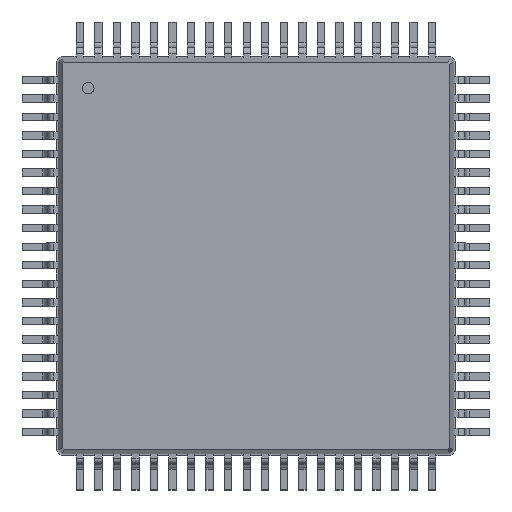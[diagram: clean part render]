
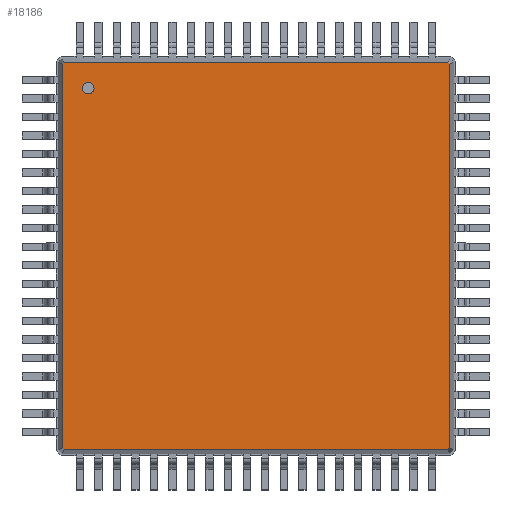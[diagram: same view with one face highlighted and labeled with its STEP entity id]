
A CAD part, top view. The second image highlights one B-rep face of the part: STEP entity #18186.
In plain terms, the highlighted planar face has unit normal (0, 0, 1).
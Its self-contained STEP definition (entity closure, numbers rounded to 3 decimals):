
#13=DIRECTION('',(0.,0.,1.));
#27=VECTOR('',#28,1.);
#28=DIRECTION('',(1.,0.,0.));
#212=VECTOR('',#213,1.);
#213=DIRECTION('',(0.707,0.707,0.));
#219=VECTOR('',#220,1.);
#220=DIRECTION('',(0.,1.,0.));
#226=VECTOR('',#227,1.);
#227=DIRECTION('',(-0.707,0.707,0.));
#233=VECTOR('',#234,1.);
#234=DIRECTION('',(-1.,0.,0.));
#240=VECTOR('',#241,1.);
#241=DIRECTION('',(-0.707,-0.707,0.));
#247=VECTOR('',#248,1.);
#248=DIRECTION('',(0.,-1.,0.));
#252=VECTOR('',#253,1.);
#253=DIRECTION('',(0.707,-0.707,0.));
#7318=VERTEX_POINT('',#7319);
#7319=CARTESIAN_POINT('',(-6.776,6.713,1.6));
#7321=ORIENTED_EDGE('',*,*,#7322,.F.);
#7322=EDGE_CURVE('',#7323,#7318,#7325,.T.);
#7323=VERTEX_POINT('',#7324);
#7324=CARTESIAN_POINT('',(-6.776,-6.713,1.6));
#7325=LINE('',#7324,#219);
#7336=VERTEX_POINT('',#7337);
#7337=CARTESIAN_POINT('',(-6.713,6.776,1.6));
#7339=ORIENTED_EDGE('',*,*,#7340,.F.);
#7340=EDGE_CURVE('',#7318,#7336,#7341,.T.);
#7341=LINE('',#7319,#212);
#7410=VERTEX_POINT('',#7411);
#7411=CARTESIAN_POINT('',(6.713,6.776,1.6));
#7413=ORIENTED_EDGE('',*,*,#7414,.F.);
#7414=EDGE_CURVE('',#7336,#7410,#7415,.T.);
#7415=LINE('',#7337,#27);
#9226=VERTEX_POINT('',#9227);
#9227=CARTESIAN_POINT('',(6.776,6.713,1.6));
#9229=ORIENTED_EDGE('',*,*,#9230,.F.);
#9230=EDGE_CURVE('',#7410,#9226,#9231,.T.);
#9231=LINE('',#7411,#252);
#9400=VERTEX_POINT('',#9401);
#9401=CARTESIAN_POINT('',(6.776,-6.713,1.6));
#9403=ORIENTED_EDGE('',*,*,#9404,.F.);
#9404=EDGE_CURVE('',#9226,#9400,#9405,.T.);
#9405=LINE('',#9227,#247);
#18186=ADVANCED_FACE('',(#18187,#18202),#18212,.T.);
#18187=FACE_BOUND('',#18188,.T.);
#18188=EDGE_LOOP('',(#7413,#7339,#7321,#18189,#18194,#18199,#9403,#9229));
#18189=ORIENTED_EDGE('',*,*,#18190,.F.);
#18190=EDGE_CURVE('',#18191,#7323,#18193,.T.);
#18191=VERTEX_POINT('',#18192);
#18192=CARTESIAN_POINT('',(-6.713,-6.776,1.6));
#18193=LINE('',#18192,#226);
#18194=ORIENTED_EDGE('',*,*,#18195,.F.);
#18195=EDGE_CURVE('',#18196,#18191,#18198,.T.);
#18196=VERTEX_POINT('',#18197);
#18197=CARTESIAN_POINT('',(6.713,-6.776,1.6));
#18198=LINE('',#18197,#233);
#18199=ORIENTED_EDGE('',*,*,#18200,.F.);
#18200=EDGE_CURVE('',#9400,#18196,#18201,.T.);
#18201=LINE('',#9401,#240);
#18202=FACE_BOUND('',#18203,.T.);
#18203=EDGE_LOOP('',(#18204));
#18204=ORIENTED_EDGE('',*,*,#18205,.T.);
#18205=EDGE_CURVE('',#18206,#18206,#18208,.T.);
#18206=VERTEX_POINT('',#18207);
#18207=CARTESIAN_POINT('',(-5.876,5.676,1.6));
#18208=CIRCLE('',#18209,0.2);
#18209=AXIS2_PLACEMENT_3D('',#18210,#18211,#248);
#18210=CARTESIAN_POINT('',(-5.876,5.876,1.6));
#18211=DIRECTION('',(0.,-0.,-1.));
#18212=PLANE('',#18213);
#18213=AXIS2_PLACEMENT_3D('',#7337,#13,#18214);
#18214=DIRECTION('',(0.704,-0.71,0.));
